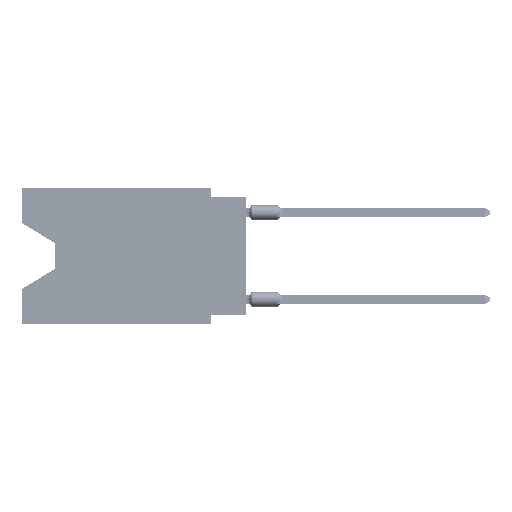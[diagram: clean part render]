
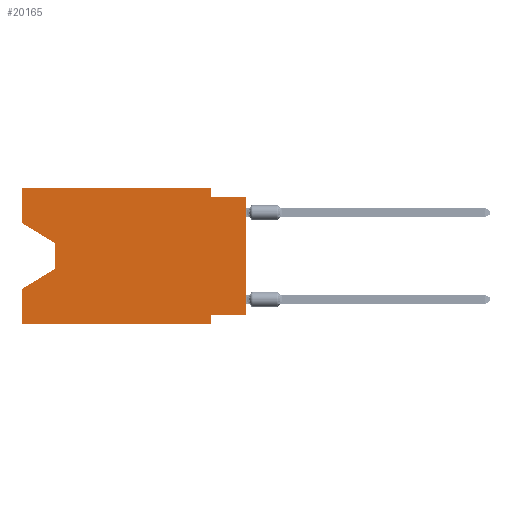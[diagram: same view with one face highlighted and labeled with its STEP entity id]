
A CAD part, left-side view. The second image highlights one B-rep face of the part: STEP entity #20165.
In plain terms, the highlighted planar face has unit normal (-1, 0, 0).
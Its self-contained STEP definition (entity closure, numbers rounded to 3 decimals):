
#19 = CARTESIAN_POINT ( 'NONE',  ( 0., 0., 0. ) ) ;
#107 = CARTESIAN_POINT ( 'NONE',  ( 0., 0., -0.635 ) ) ;
#302 = EDGE_CURVE ( 'NONE', #23008, #79736, #6134, .T. ) ;
#5198 = VECTOR ( 'NONE', #62390, 1000. ) ;
#6004 = LINE ( 'NONE', #50992, #59091 ) ;
#6134 = LINE ( 'NONE', #44134, #27154 ) ;
#6906 = EDGE_CURVE ( 'NONE', #29586, #49760, #26960, .T. ) ;
#10124 = LINE ( 'NONE', #49342, #34385 ) ;
#10513 = VECTOR ( 'NONE', #30167, 1000. ) ;
#10859 = ORIENTED_EDGE ( 'NONE', *, *, #302, .F. ) ;
#11943 = ORIENTED_EDGE ( 'NONE', *, *, #59877, .F. ) ;
#12113 = CARTESIAN_POINT ( 'NONE',  ( 0., 2.54, -9.906 ) ) ;
#13144 = VERTEX_POINT ( 'NONE', #34288 ) ;
#14401 = EDGE_CURVE ( 'NONE', #40667, #74916, #71590, .T. ) ;
#14959 = DIRECTION ( 'NONE',  ( 0., 0., 1. ) ) ;
#15006 = DIRECTION ( 'NONE',  ( 0., 0., -1. ) ) ;
#16053 = CARTESIAN_POINT ( 'NONE',  ( 0., 2.54, 0. ) ) ;
#17067 = LINE ( 'NONE', #29056, #75043 ) ;
#17615 = AXIS2_PLACEMENT_3D ( 'NONE', #42359, #65922, #73347 ) ;
#17750 = ORIENTED_EDGE ( 'NONE', *, *, #14401, .T. ) ;
#18183 = LINE ( 'NONE', #48352, #10513 ) ;
#19322 = CARTESIAN_POINT ( 'NONE',  ( 0., 2.54, -9.271 ) ) ;
#20165 = ADVANCED_FACE ( 'NONE', ( #47330 ), #78744, .F. ) ;
#23008 = VERTEX_POINT ( 'NONE', #19322 ) ;
#24584 = DIRECTION ( 'NONE',  ( 0., 1., 0. ) ) ;
#25126 = VECTOR ( 'NONE', #43464, 1000. ) ;
#26960 = LINE ( 'NONE', #63750, #33149 ) ;
#27154 = VECTOR ( 'NONE', #80935, 1000. ) ;
#27767 = VERTEX_POINT ( 'NONE', #59403 ) ;
#28255 = CARTESIAN_POINT ( 'NONE',  ( 0., 16.383, -2.546 ) ) ;
#28519 = VECTOR ( 'NONE', #41245, 1000. ) ;
#29056 = CARTESIAN_POINT ( 'NONE',  ( 0., 16.383, 0. ) ) ;
#29102 = ORIENTED_EDGE ( 'NONE', *, *, #6906, .F. ) ;
#29253 = ORIENTED_EDGE ( 'NONE', *, *, #47188, .T. ) ;
#29417 = ORIENTED_EDGE ( 'NONE', *, *, #73967, .F. ) ;
#29586 = VERTEX_POINT ( 'NONE', #39403 ) ;
#29802 = EDGE_CURVE ( 'NONE', #76050, #29586, #17067, .T. ) ;
#30167 = DIRECTION ( 'NONE',  ( 0., 0.855, -0.519 ) ) ;
#30399 = ORIENTED_EDGE ( 'NONE', *, *, #76490, .F. ) ;
#33149 = VECTOR ( 'NONE', #57941, 1000. ) ;
#33833 = CARTESIAN_POINT ( 'NONE',  ( 0., 13.97, -4.013 ) ) ;
#34288 = CARTESIAN_POINT ( 'NONE',  ( 0., 16.383, -7.36 ) ) ;
#34385 = VECTOR ( 'NONE', #43125, 1000. ) ;
#34628 = VECTOR ( 'NONE', #14959, 1000. ) ;
#38494 = LINE ( 'NONE', #107, #25126 ) ;
#39403 = CARTESIAN_POINT ( 'NONE',  ( 0., 16.383, 0. ) ) ;
#39753 = CARTESIAN_POINT ( 'NONE',  ( 0., 2.54, 0. ) ) ;
#40667 = VERTEX_POINT ( 'NONE', #33833 ) ;
#40822 = LINE ( 'NONE', #16053, #28519 ) ;
#41245 = DIRECTION ( 'NONE',  ( 0., 0., -1. ) ) ;
#41334 = ORIENTED_EDGE ( 'NONE', *, *, #72293, .T. ) ;
#42359 = CARTESIAN_POINT ( 'NONE',  ( 0., 16.383, 0. ) ) ;
#42883 = EDGE_CURVE ( 'NONE', #67826, #23008, #6004, .T. ) ;
#43125 = DIRECTION ( 'NONE',  ( 0., -1., 0. ) ) ;
#43464 = DIRECTION ( 'NONE',  ( 0., -1., 0. ) ) ;
#44134 = CARTESIAN_POINT ( 'NONE',  ( 0., 2.54, -9.906 ) ) ;
#46594 = ORIENTED_EDGE ( 'NONE', *, *, #42883, .F. ) ;
#46781 = EDGE_CURVE ( 'NONE', #67826, #27767, #56588, .T. ) ;
#46829 = EDGE_CURVE ( 'NONE', #74916, #13144, #18183, .T. ) ;
#47188 = EDGE_CURVE ( 'NONE', #76050, #40667, #73459, .T. ) ;
#47330 = FACE_OUTER_BOUND ( 'NONE', #75633, .T. ) ;
#48352 = CARTESIAN_POINT ( 'NONE',  ( 0., 13.97, -5.893 ) ) ;
#49276 = DIRECTION ( 'NONE',  ( 0., 0., 1. ) ) ;
#49342 = CARTESIAN_POINT ( 'NONE',  ( 0., 16.383, -9.906 ) ) ;
#49760 = VERTEX_POINT ( 'NONE', #39753 ) ;
#50992 = CARTESIAN_POINT ( 'NONE',  ( 0., 0., -9.271 ) ) ;
#51422 = VECTOR ( 'NONE', #79683, 1000. ) ;
#52581 = VECTOR ( 'NONE', #15006, 1000. ) ;
#56588 = LINE ( 'NONE', #19, #5198 ) ;
#57941 = DIRECTION ( 'NONE',  ( 0., -1., 0. ) ) ;
#58312 = CARTESIAN_POINT ( 'NONE',  ( 0., 16.383, -9.906 ) ) ;
#58895 = CARTESIAN_POINT ( 'NONE',  ( 0., 13.97, -5.893 ) ) ;
#59091 = VECTOR ( 'NONE', #24584, 1000. ) ;
#59341 = VERTEX_POINT ( 'NONE', #66766 ) ;
#59403 = CARTESIAN_POINT ( 'NONE',  ( 0., 0., -0.635 ) ) ;
#59877 = EDGE_CURVE ( 'NONE', #49760, #59341, #40822, .T. ) ;
#61214 = VERTEX_POINT ( 'NONE', #58312 ) ;
#61453 = CARTESIAN_POINT ( 'NONE',  ( 0., 16.383, -2.546 ) ) ;
#62390 = DIRECTION ( 'NONE',  ( 0., 0., 1. ) ) ;
#63750 = CARTESIAN_POINT ( 'NONE',  ( 0., 16.383, 0. ) ) ;
#64924 = LINE ( 'NONE', #71117, #34628 ) ;
#65354 = ORIENTED_EDGE ( 'NONE', *, *, #46829, .T. ) ;
#65922 = DIRECTION ( 'NONE',  ( 1., 0., 0. ) ) ;
#66203 = CARTESIAN_POINT ( 'NONE',  ( 0., 13.97, -4.013 ) ) ;
#66766 = CARTESIAN_POINT ( 'NONE',  ( 0., 2.54, -0.635 ) ) ;
#67826 = VERTEX_POINT ( 'NONE', #75331 ) ;
#71117 = CARTESIAN_POINT ( 'NONE',  ( 0., 16.383, 0. ) ) ;
#71590 = LINE ( 'NONE', #66203, #52581 ) ;
#72290 = ORIENTED_EDGE ( 'NONE', *, *, #46781, .T. ) ;
#72293 = EDGE_CURVE ( 'NONE', #61214, #79736, #10124, .T. ) ;
#73347 = DIRECTION ( 'NONE',  ( 0., 0., -1. ) ) ;
#73459 = LINE ( 'NONE', #61453, #51422 ) ;
#73967 = EDGE_CURVE ( 'NONE', #59341, #27767, #38494, .T. ) ;
#74916 = VERTEX_POINT ( 'NONE', #58895 ) ;
#75043 = VECTOR ( 'NONE', #49276, 1000. ) ;
#75331 = CARTESIAN_POINT ( 'NONE',  ( 0., 0., -9.271 ) ) ;
#75633 = EDGE_LOOP ( 'NONE', ( #29253, #17750, #65354, #30399, #41334, #10859, #46594, #72290, #29417, #11943, #29102, #77285 ) ) ;
#76050 = VERTEX_POINT ( 'NONE', #28255 ) ;
#76490 = EDGE_CURVE ( 'NONE', #61214, #13144, #64924, .T. ) ;
#77285 = ORIENTED_EDGE ( 'NONE', *, *, #29802, .F. ) ;
#78744 = PLANE ( 'NONE',  #17615 ) ;
#79683 = DIRECTION ( 'NONE',  ( 0., -0.855, -0.519 ) ) ;
#79736 = VERTEX_POINT ( 'NONE', #12113 ) ;
#80935 = DIRECTION ( 'NONE',  ( 0., 0., -1. ) ) ;
